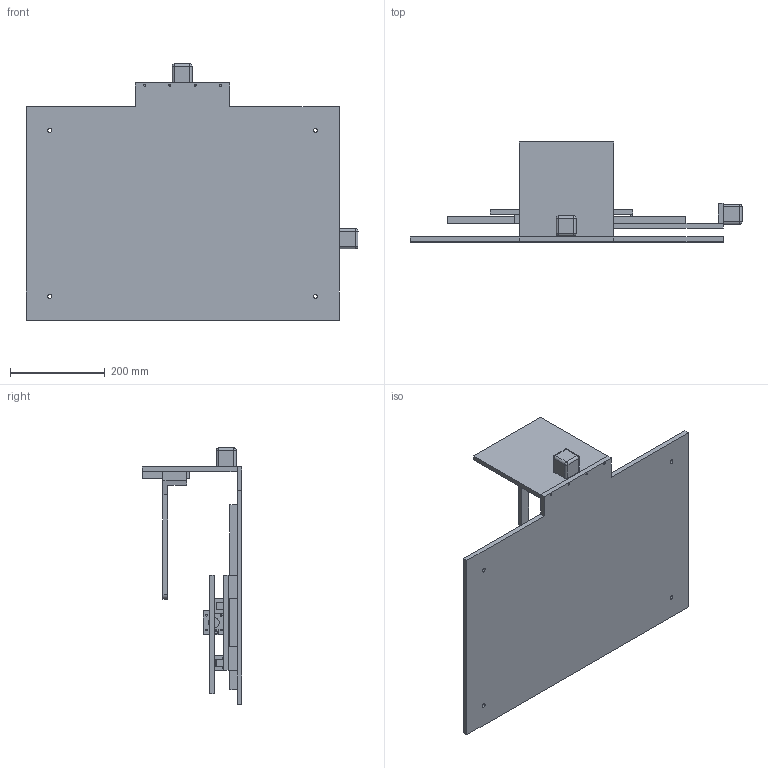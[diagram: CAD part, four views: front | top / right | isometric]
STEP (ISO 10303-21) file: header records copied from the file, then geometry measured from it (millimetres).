
FILE_DESCRIPTION(/* description */ (''),/* implementation_level */ '2;1');
FILE_NAME(/* name */ 'robot scrivi (2).stp',/* time_stamp */ '2024-03-06T20:09:02+01:00',/* author */ ('Giorgio'),/* organization */ (''),/* preprocessor_version */ 'ST-DEVELOPER v19.2',/* originating_system */ 'Autodesk Inventor 2024',/* authorisation */ '');
FILE_SCHEMA (('AUTOMOTIVE_DESIGN { 1 0 10303 214 3 1 1 }'));
Length unit declared in the file: millimetre
Products named in the file (13): robot scrivi (2); base di lavoro; guida; base sotto; guide corte y; base ; piano z; guida z; cuscinetto; porta penna; porta vite senza fine; staffa motore; motoreù
Assembly tree (24 placements, depth 2):
  robot scrivi (2)
    base di lavoro
    cuscinetto  x9
    guida  x2
    base sotto
    guide corte y  x2
    base 
    piano z
    guida z
    porta penna
    porta vite senza fine  x2
    staffa motore
    motoreù  x2
Bounding box: 700 x 210 x 540 mm (x, y, z)
Volume: 5519728.8 mm3; surface area: 1226807.5 mm2
Topology: 24 solids, 24 shells, 240 faces, 552 edges, 360 vertices
Faces by surface type: plane 189, cylinder 43, sphere 8
Full cylindrical faces by diameter (mm): 3.5 x8, 4 x7, 6 x2, 8 x1, 8.5 x4, 22 x2
Entity records: 4205 total; most frequent: DIRECTION 671, CARTESIAN_POINT 631, ORIENTED_EDGE 570, EDGE_CURVE 285, AXIS2_PLACEMENT_3D 226, LINE 219, VECTOR 219, VERTEX_POINT 186
